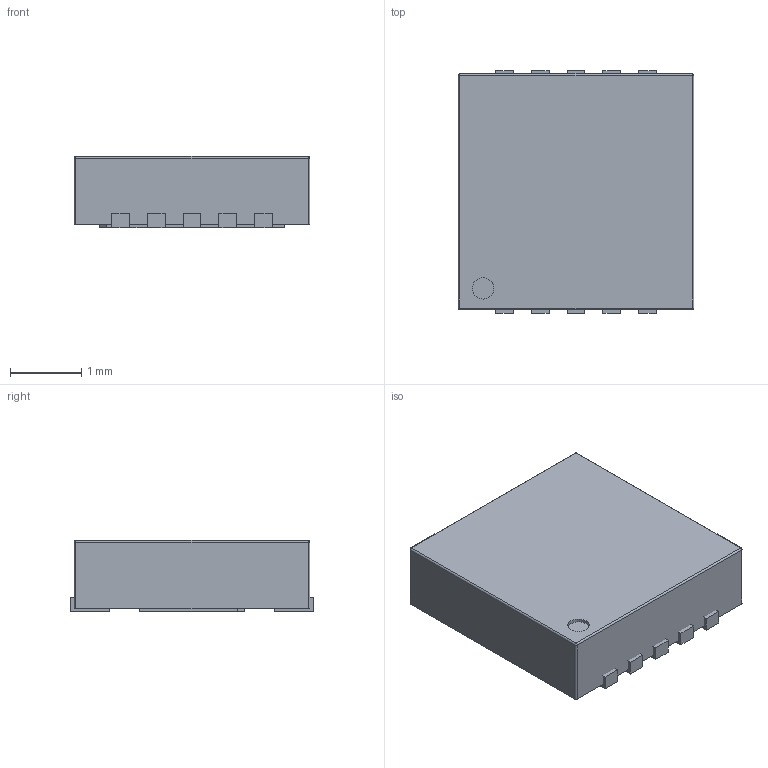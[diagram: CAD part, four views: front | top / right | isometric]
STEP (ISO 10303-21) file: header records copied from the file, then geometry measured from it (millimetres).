
FILE_DESCRIPTION(/* description */ ('STEP AP214'),/* implementation_level */ '2;1');
FILE_NAME(/* name */ '604f75e6fa5c7f11a62a0f4b',/* time_stamp */ '2021-03-15T14:57:42+00:00',/* author */ (''),/* organization */ (''),/* preprocessor_version */ 'ST-DEVELOPER v18.1',/* originating_system */ ' ',/* authorisation */ ' ');
FILE_SCHEMA (('AUTOMOTIVE_DESIGN {1 0 10303 214 3 1 1}'));
Length unit declared in the file: metre
Products named in the file (12): Part 12; Part 11; Part 10; Part 9; Part 8; Part 7; Part 6; Part 5; Part 4; Part 3; Part 2; Part 1
Bounding box: 3.3 x 3.4 x 1 mm (x, y, z)
Volume: 11 mm3; surface area: 48.6 mm2
Topology: 12 solids, 12 shells, 87 faces, 178 edges, 112 vertices
Faces by surface type: plane 74, cylinder 9, sphere 4
Full cylindrical faces by diameter (mm): 0.3 x1
Entity records: 2526 total; most frequent: DIRECTION 389, CARTESIAN_POINT 384, ORIENTED_EDGE 346, EDGE_CURVE 173, LINE 155, VECTOR 155, AXIS2_PLACEMENT_3D 117, VERTEX_POINT 112
